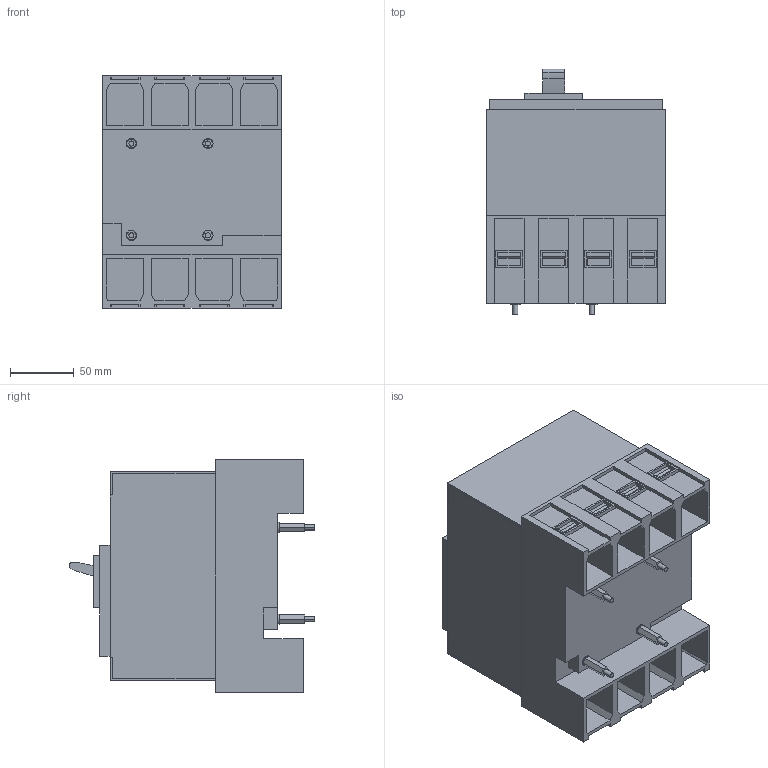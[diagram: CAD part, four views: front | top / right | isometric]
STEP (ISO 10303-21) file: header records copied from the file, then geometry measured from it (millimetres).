
FILE_DESCRIPTION(('CATIA V5 STEP Exchange'),'2;1');
FILE_NAME('1SDH001295R0721_1PA_001_00_XT4_4P_PLUG-IN_FIXING_70MM.stp','2014-11-11T15:34:16+00:00',('none'),('none'),'CATIA Version 5 Release 20 SP 1 (IN-10)','CATIA V5 STEP AP214','none');
FILE_SCHEMA(('AUTOMOTIVE_DESIGN { 1 0 10303 214 1 1 1 1 }'));
Length unit declared in the file: millimetre
Products named in the file (1): 1SDH001295R0721_1PA_001_00_XT4_4P_PLUG-IN_FIXING_70MM
Bounding box: 140 x 192.48 x 182 mm (x, y, z)
Volume: 3167599.8 mm3; surface area: 298512.8 mm2
Topology: 4 solids, 4 shells, 364 faces, 960 edges, 622 vertices
Faces by surface type: plane 343, cylinder 21
Entity records: 12499 total; most frequent: ORIENTED_EDGE 1920, CARTESIAN_POINT 1760, DIRECTION 1314, EDGE_CURVE 960, VECTOR 866, LINE 866, VERTEX_POINT 622, EDGE_LOOP 398
